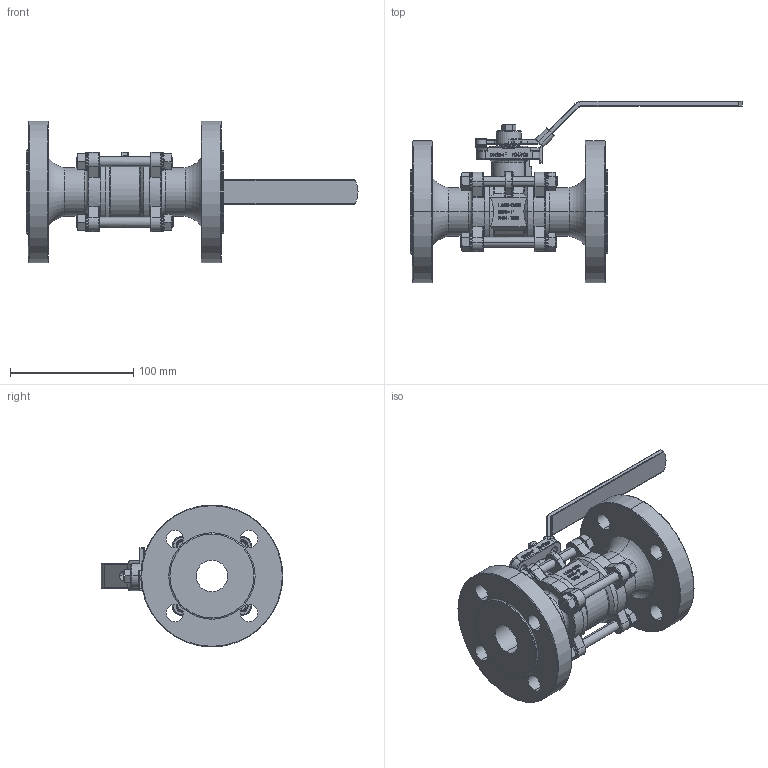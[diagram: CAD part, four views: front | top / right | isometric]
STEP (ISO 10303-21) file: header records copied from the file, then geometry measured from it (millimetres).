
FILE_DESCRIPTION (( 'STEP AP203' ), '1' );
FILE_NAME ('組合件E(法蘭蓋).STEP', '2018-02-22T10:04:36', ( '' ), ( '' ), 'SwSTEP 2.0', 'SolidWorks 2014', '' );
FILE_SCHEMA (( 'CONFIG_CONTROL_DESIGN' ));
Length unit declared in the file: millimetre
Products named in the file (23): G-25E3060; T-35E06C1; M-25E2140(掛鎖); T-34E07C0; M-25E2140; G-10C1940; T-52G07G0; G-B3CA440; G-10C2640; T-34E08T0; G-10A2640; G-34E2540; C-34E016-S00; G-B1DA540; T-34E07G0; E-34E0461; D-34E45X0(PN40法蘭蓋); G-34E2740; F-25E0361; G-34E1843(雙頭牙); G-34E1150; T-35E05C1; 組合件E(法蘭蓋)
Assembly tree (52 placements, depth 2):
  組合件E(法蘭蓋)
    C-34E016-S00
    E-34E0461
    F-25E0361
    T-35E05C1  x2
    T-35E06C1  x2
    T-34E07C0  x2
    G-10C1940  x8
    G-10C2640  x8
    T-52G07G0
    T-34E08T0  x4
    G-34E2540  x5
    T-34E07G0
    G-34E2740
    G-34E1150  x2
    G-25E3060
    M-25E2140(掛鎖)
    M-25E2140
    G-B3CA440
    G-10A2640  x2
    G-B1DA540
    D-34E45X0(PN40法蘭蓋)  x2
    G-34E1843(雙頭牙)  x4
Bounding box: 269.03 x 147.3 x 115 mm (x, y, z)
Volume: 554669 mm3; surface area: 175326 mm2
Topology: 52 solids, 52 shells, 2224 faces, 5503 edges, 3356 vertices
Faces by surface type: cylinder 855, plane 620, bspline 265, torus 194, cone 163, sphere 127
Entity records: 65849 total; most frequent: CARTESIAN_POINT 31322, ORIENTED_EDGE 6960, DIRECTION 5875, EDGE_CURVE 3480, VERTEX_POINT 2205, AXIS2_PLACEMENT_3D 2099, LINE 1677, VECTOR 1677
